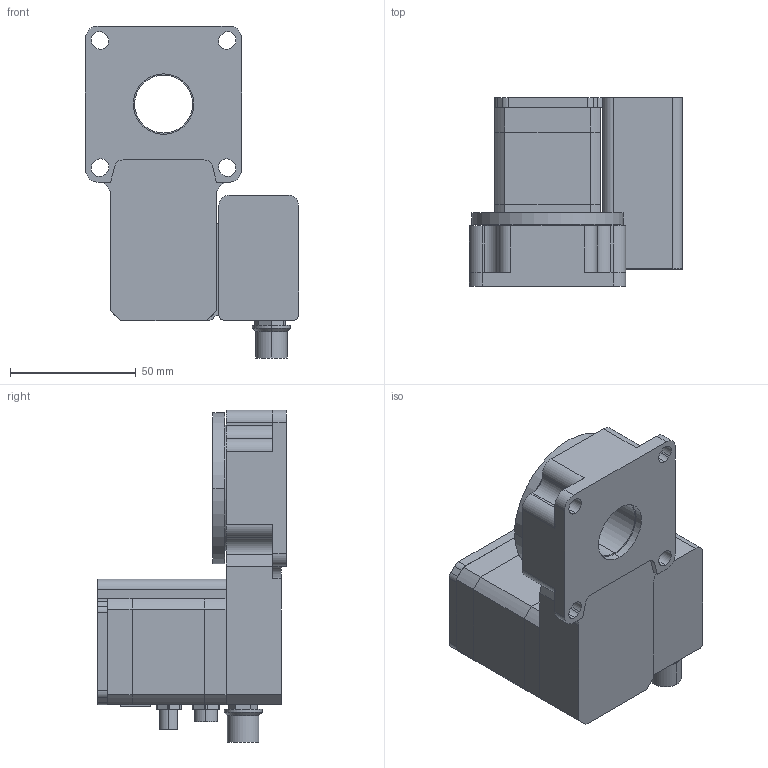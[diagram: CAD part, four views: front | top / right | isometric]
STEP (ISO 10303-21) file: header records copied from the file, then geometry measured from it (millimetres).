
FILE_DESCRIPTION (( 'STEP AP203' ), '1' );
FILE_NAME ('X-RSB60xU.step', '2023-06-02T22:04:32', ( '' ), ( '' ), 'SwSTEP 2.0', 'SolidWorks 2019', '' );
FILE_SCHEMA (( 'CONFIG_CONTROL_DESIGN' ));
Length unit declared in the file: millimetre
Products named in the file (4): NMS17_motor^RSB60_X-RSB60; X-RSB60xU; RSB60_base^RSB60; RSW60_top^RSB60_RSW60
Assembly tree (3 placements, depth 2):
  X-RSB60xU
    RSB60_base^RSB60
    RSW60_top^RSB60_RSW60
    NMS17_motor^RSB60_X-RSB60
Bounding box: 84.58 x 75 x 131.8 mm (x, y, z)
Volume: 328933.1 mm3; surface area: 78485.6 mm2
Topology: 15 solids, 15 shells, 423 faces, 1018 edges, 670 vertices
Faces by surface type: plane 225, cylinder 186, torus 8, cone 4
Entity records: 12854 total; most frequent: DIRECTION 2264, CARTESIAN_POINT 2129, ORIENTED_EDGE 2036, EDGE_CURVE 1018, AXIS2_PLACEMENT_3D 821, VERTEX_POINT 670, LINE 622, VECTOR 622
